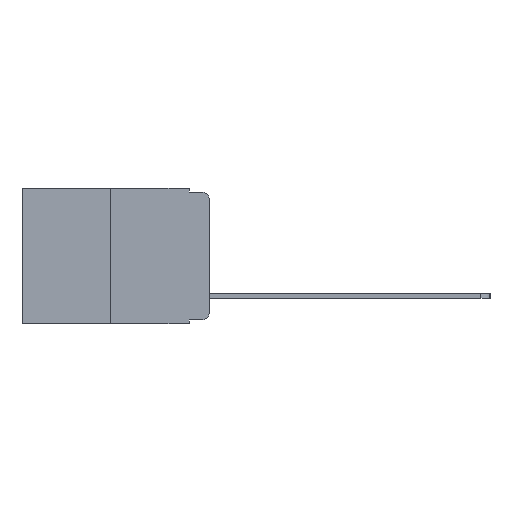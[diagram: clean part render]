
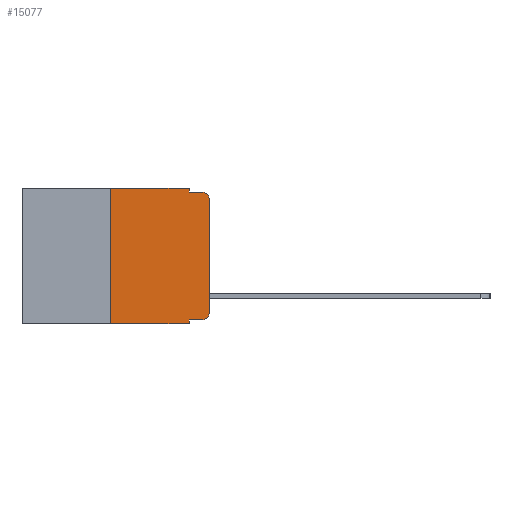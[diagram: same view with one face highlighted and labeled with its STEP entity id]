
A CAD part, left-side view. The second image highlights one B-rep face of the part: STEP entity #15077.
In plain terms, the highlighted planar face has unit normal (-1, 0, 0).
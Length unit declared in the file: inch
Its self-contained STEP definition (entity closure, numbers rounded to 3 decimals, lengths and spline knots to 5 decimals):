
#40 = VERTEX_POINT ( 'NONE', #7861 ) ;
#92 = DIRECTION ( 'NONE',  ( 0., 0., -1. ) ) ;
#131 = CARTESIAN_POINT ( 'NONE',  ( 0., 0.02, -0.333 ) ) ;
#687 = CARTESIAN_POINT ( 'NONE',  ( 0., 0., 0. ) ) ;
#788 = ORIENTED_EDGE ( 'NONE', *, *, #15988, .T. ) ;
#794 = VECTOR ( 'NONE', #2478, 39.37008 ) ;
#1015 = VERTEX_POINT ( 'NONE', #12098 ) ;
#1255 = ORIENTED_EDGE ( 'NONE', *, *, #14324, .T. ) ;
#1547 = CARTESIAN_POINT ( 'NONE',  ( 0., 0.051, -0.333 ) ) ;
#1794 = DIRECTION ( 'NONE',  ( 0., -1., 0. ) ) ;
#1840 = CARTESIAN_POINT ( 'NONE',  ( 0., 0., -0.03 ) ) ;
#1930 = CARTESIAN_POINT ( 'NONE',  ( 0., 0.473, 0. ) ) ;
#2478 = DIRECTION ( 'NONE',  ( 0., -1., 0. ) ) ;
#2501 = EDGE_CURVE ( 'NONE', #8050, #17183, #13660, .T. ) ;
#2625 = DIRECTION ( 'NONE',  ( -1., 0., 0. ) ) ;
#2845 = ORIENTED_EDGE ( 'NONE', *, *, #3475, .F. ) ;
#3044 = DIRECTION ( 'NONE',  ( 0., -1., 0. ) ) ;
#3129 = FACE_OUTER_BOUND ( 'NONE', #6298, .T. ) ;
#3294 = CARTESIAN_POINT ( 'NONE',  ( 0., 0.25, 0. ) ) ;
#3387 = VERTEX_POINT ( 'NONE', #12336 ) ;
#3475 = EDGE_CURVE ( 'NONE', #9930, #1015, #4077, .T. ) ;
#3754 = ORIENTED_EDGE ( 'NONE', *, *, #2501, .F. ) ;
#3978 = CARTESIAN_POINT ( 'NONE',  ( 0., 0.051, -0.343 ) ) ;
#4015 = VERTEX_POINT ( 'NONE', #8665 ) ;
#4077 = LINE ( 'NONE', #3294, #10261 ) ;
#4182 = VECTOR ( 'NONE', #16169, 39.37008 ) ;
#4964 = VECTOR ( 'NONE', #11849, 39.37008 ) ;
#5434 = VECTOR ( 'NONE', #12595, 39.37008 ) ;
#5556 = AXIS2_PLACEMENT_3D ( 'NONE', #10642, #2625, #11891 ) ;
#5677 = VECTOR ( 'NONE', #3044, 39.37008 ) ;
#6012 = VERTEX_POINT ( 'NONE', #1840 ) ;
#6067 = PLANE ( 'NONE',  #12195 ) ;
#6116 = DIRECTION ( 'NONE',  ( 1., 0., 0. ) ) ;
#6298 = EDGE_LOOP ( 'NONE', ( #8178, #9371, #16106, #13546, #15135, #2845, #10383, #3754, #788, #1255 ) ) ;
#6491 = CARTESIAN_POINT ( 'NONE',  ( 0., 0.25, -0.343 ) ) ;
#7145 = EDGE_CURVE ( 'NONE', #3387, #4015, #14538, .T. ) ;
#7431 = DIRECTION ( 'NONE',  ( 0., 0., 1. ) ) ;
#7465 = VECTOR ( 'NONE', #8965, 39.37008 ) ;
#7861 = CARTESIAN_POINT ( 'NONE',  ( 0., 0.02, -0.01 ) ) ;
#8050 = VERTEX_POINT ( 'NONE', #1547 ) ;
#8178 = ORIENTED_EDGE ( 'NONE', *, *, #13995, .T. ) ;
#8450 = DIRECTION ( 'NONE',  ( -1., 0., 0. ) ) ;
#8665 = CARTESIAN_POINT ( 'NONE',  ( 0., 0.051, -0.01 ) ) ;
#8918 = LINE ( 'NONE', #1930, #5434 ) ;
#8965 = DIRECTION ( 'NONE',  ( 0., 0., 1. ) ) ;
#9122 = CIRCLE ( 'NONE', #5556, 0.02 ) ;
#9371 = ORIENTED_EDGE ( 'NONE', *, *, #10598, .T. ) ;
#9726 = EDGE_CURVE ( 'NONE', #4015, #40, #10347, .T. ) ;
#9807 = CARTESIAN_POINT ( 'NONE',  ( 0., 0.051, 0. ) ) ;
#9834 = CARTESIAN_POINT ( 'NONE',  ( 0., 0.473, -0.343 ) ) ;
#9930 = VERTEX_POINT ( 'NONE', #6491 ) ;
#10261 = VECTOR ( 'NONE', #7431, 39.37008 ) ;
#10347 = LINE ( 'NONE', #12477, #16657 ) ;
#10383 = ORIENTED_EDGE ( 'NONE', *, *, #12719, .T. ) ;
#10518 = CARTESIAN_POINT ( 'NONE',  ( 0., 0.051, -0.333 ) ) ;
#10598 = EDGE_CURVE ( 'NONE', #6012, #40, #9122, .T. ) ;
#10642 = CARTESIAN_POINT ( 'NONE',  ( 0., 0.02, -0.03 ) ) ;
#10657 = CARTESIAN_POINT ( 'NONE',  ( 0., 0.051, 0. ) ) ;
#11171 = LINE ( 'NONE', #10518, #794 ) ;
#11849 = DIRECTION ( 'NONE',  ( 0., 0., -1. ) ) ;
#11891 = DIRECTION ( 'NONE',  ( 0., 0., -1. ) ) ;
#12025 = CIRCLE ( 'NONE', #13143, 0.02 ) ;
#12098 = CARTESIAN_POINT ( 'NONE',  ( 0., 0.25, 0. ) ) ;
#12195 = AXIS2_PLACEMENT_3D ( 'NONE', #13768, #6116, #15027 ) ;
#12200 = VERTEX_POINT ( 'NONE', #12516 ) ;
#12336 = CARTESIAN_POINT ( 'NONE',  ( 0., 0.051, 0. ) ) ;
#12477 = CARTESIAN_POINT ( 'NONE',  ( 0., 0.051, -0.01 ) ) ;
#12516 = CARTESIAN_POINT ( 'NONE',  ( 0., 0., -0.313 ) ) ;
#12595 = DIRECTION ( 'NONE',  ( 0., -1., 0. ) ) ;
#12719 = EDGE_CURVE ( 'NONE', #9930, #17183, #12913, .T. ) ;
#12913 = LINE ( 'NONE', #9834, #5677 ) ;
#13143 = AXIS2_PLACEMENT_3D ( 'NONE', #16037, #8450, #92 ) ;
#13387 = EDGE_CURVE ( 'NONE', #1015, #3387, #8918, .T. ) ;
#13546 = ORIENTED_EDGE ( 'NONE', *, *, #7145, .F. ) ;
#13660 = LINE ( 'NONE', #10657, #4964 ) ;
#13768 = CARTESIAN_POINT ( 'NONE',  ( 0., 0.473, 0. ) ) ;
#13995 = EDGE_CURVE ( 'NONE', #12200, #6012, #14252, .T. ) ;
#14252 = LINE ( 'NONE', #687, #7465 ) ;
#14324 = EDGE_CURVE ( 'NONE', #14989, #12200, #12025, .T. ) ;
#14538 = LINE ( 'NONE', #9807, #4182 ) ;
#14989 = VERTEX_POINT ( 'NONE', #131 ) ;
#15027 = DIRECTION ( 'NONE',  ( 0., 0., -1. ) ) ;
#15077 = ADVANCED_FACE ( 'NONE', ( #3129 ), #6067, .F. ) ;
#15135 = ORIENTED_EDGE ( 'NONE', *, *, #13387, .F. ) ;
#15988 = EDGE_CURVE ( 'NONE', #8050, #14989, #11171, .T. ) ;
#16037 = CARTESIAN_POINT ( 'NONE',  ( 0., 0.02, -0.313 ) ) ;
#16106 = ORIENTED_EDGE ( 'NONE', *, *, #9726, .F. ) ;
#16169 = DIRECTION ( 'NONE',  ( 0., 0., -1. ) ) ;
#16657 = VECTOR ( 'NONE', #1794, 39.37008 ) ;
#17183 = VERTEX_POINT ( 'NONE', #3978 ) ;
